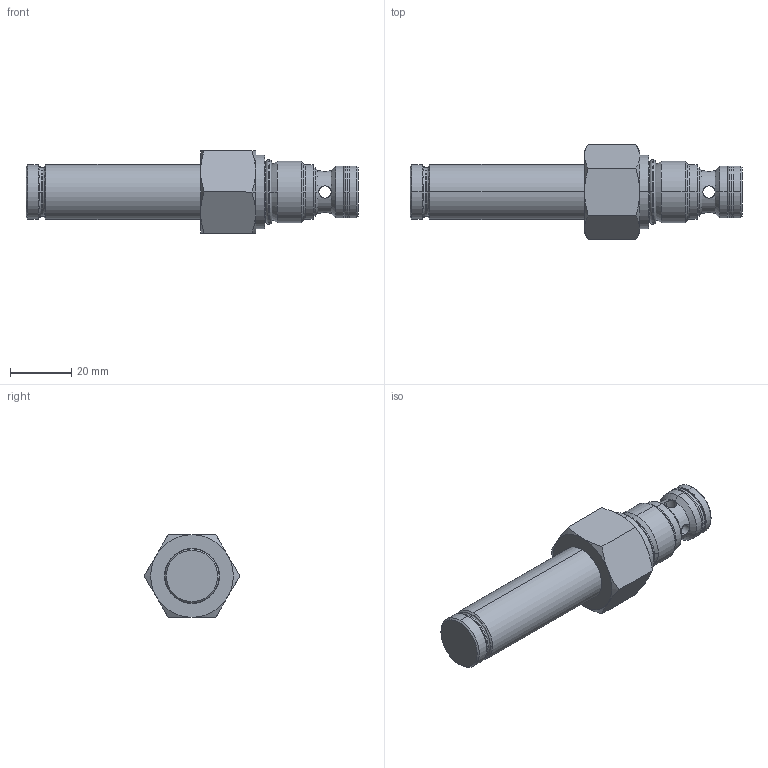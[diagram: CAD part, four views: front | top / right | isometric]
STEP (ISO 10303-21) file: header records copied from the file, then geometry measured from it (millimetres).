
FILE_DESCRIPTION(('STEP AP214'),'1');
FILE_NAME('2-2_Wegeventil.STEP','2016-07-19T09:31:37',(' '),(' '),'Spatial InterOp 3D',' ',' ');
FILE_SCHEMA(('automotive_design'));
Length unit declared in the file: metre
Products named in the file (1): 322.A1-ESD-101-000-S_2-2_Wege-Magnetventil_1-1/Dichtung1 1-1-solid1
Bounding box: 108.6 x 31.18 x 27 mm (x, y, z)
Volume: 34369.4 mm3; surface area: 8768.7 mm2
Topology: 1 solids, 1 shells, 101 faces, 254 edges, 156 vertices
Faces by surface type: cylinder 34, cone 34, torus 18, plane 15
Entity records: 4163 total; most frequent: CARTESIAN_POINT 860, DIRECTION 570, ORIENTED_EDGE 504, AXIS2_PLACEMENT_3D 254, EDGE_CURVE 252, VERTEX_POINT 154, CIRCLE 144, EDGE_LOOP 108
